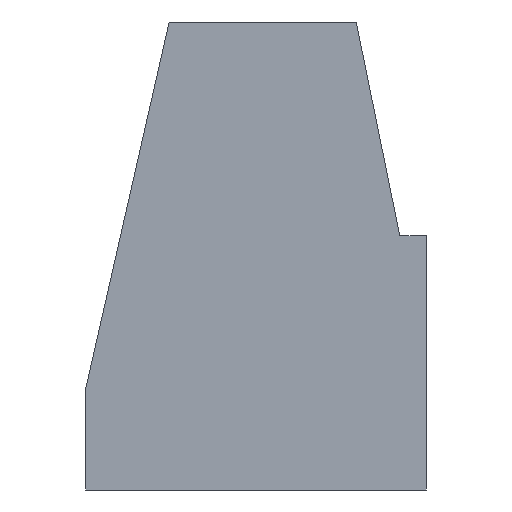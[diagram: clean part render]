
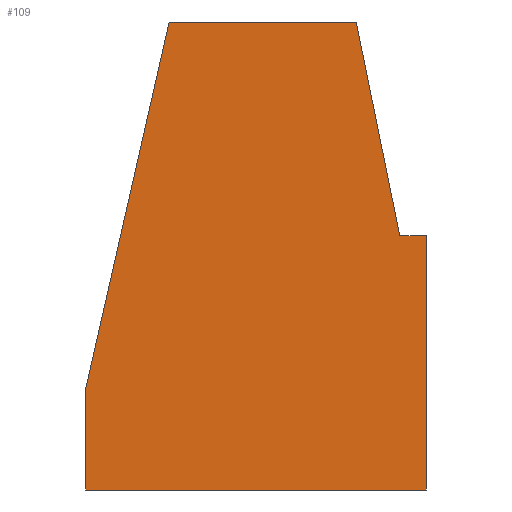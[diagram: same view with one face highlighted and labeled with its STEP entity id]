
A CAD part, front view. The second image highlights one B-rep face of the part: STEP entity #109.
In plain terms, the highlighted planar face has unit normal (0, -1, 0).
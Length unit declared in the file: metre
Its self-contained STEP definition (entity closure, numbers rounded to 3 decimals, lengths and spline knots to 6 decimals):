
#109 = ADVANCED_FACE( '', ( #232 ), #233, .T. );
#232 = FACE_OUTER_BOUND( '', #368, .T. );
#233 = PLANE( '', #369 );
#368 = EDGE_LOOP( '', ( #584, #585, #586, #587, #588, #589, #590 ) );
#369 = AXIS2_PLACEMENT_3D( '', #591, #592, #593 );
#584 = ORIENTED_EDGE( '', *, *, #805, .F. );
#585 = ORIENTED_EDGE( '', *, *, #802, .F. );
#586 = ORIENTED_EDGE( '', *, *, #753, .F. );
#587 = ORIENTED_EDGE( '', *, *, #806, .F. );
#588 = ORIENTED_EDGE( '', *, *, #746, .F. );
#589 = ORIENTED_EDGE( '', *, *, #797, .F. );
#590 = ORIENTED_EDGE( '', *, *, #781, .F. );
#591 = CARTESIAN_POINT( '', ( 0.0051, -0.01, 0.007 ) );
#592 = DIRECTION( '', ( 0., -1., 0. ) );
#593 = DIRECTION( '', ( 1., 0., 0. ) );
#746 = EDGE_CURVE( '', #874, #876, #877, .T. );
#753 = EDGE_CURVE( '', #886, #888, #889, .T. );
#781 = EDGE_CURVE( '', #929, #931, #932, .T. );
#797 = EDGE_CURVE( '', #931, #874, #956, .T. );
#802 = EDGE_CURVE( '', #888, #962, #963, .T. );
#805 = EDGE_CURVE( '', #962, #929, #966, .T. );
#806 = EDGE_CURVE( '', #876, #886, #967, .T. );
#874 = VERTEX_POINT( '', #1052 );
#876 = VERTEX_POINT( '', #1055 );
#877 = LINE( '', #1056, #1057 );
#886 = VERTEX_POINT( '', #1068 );
#888 = VERTEX_POINT( '', #1071 );
#889 = LINE( '', #1072, #1073 );
#929 = VERTEX_POINT( '', #1131 );
#931 = VERTEX_POINT( '', #1134 );
#932 = LINE( '', #1135, #1136 );
#956 = LINE( '', #1168, #1169 );
#962 = VERTEX_POINT( '', #1177 );
#963 = LINE( '', #1178, #1179 );
#966 = LINE( '', #1183, #1184 );
#967 = LINE( '', #1185, #1186 );
#1052 = CARTESIAN_POINT( '', ( 0.0081, -0.01, 0.014 ) );
#1055 = CARTESIAN_POINT( '', ( 0.0094, -0.01, 0.0076 ) );
#1056 = CARTESIAN_POINT( '', ( 0.00875, -0.01, 0.0108 ) );
#1057 = VECTOR( '', #1245, 1. );
#1068 = CARTESIAN_POINT( '', ( 0.0102, -0.01, 0.0076 ) );
#1071 = CARTESIAN_POINT( '', ( 0.0102, -0.01, 0. ) );
#1072 = CARTESIAN_POINT( '', ( 0.0102, -0.01, 0.0038 ) );
#1073 = VECTOR( '', #1252, 1. );
#1131 = CARTESIAN_POINT( '', ( 0., -0.01, 0.003 ) );
#1134 = CARTESIAN_POINT( '', ( 0.0025, -0.01, 0.014 ) );
#1135 = CARTESIAN_POINT( '', ( 0.00125, -0.01, 0.0085 ) );
#1136 = VECTOR( '', #1281, 1. );
#1168 = CARTESIAN_POINT( '', ( 0.0053, -0.01, 0.014 ) );
#1169 = VECTOR( '', #1299, 1. );
#1177 = CARTESIAN_POINT( '', ( 0., -0.01, 0. ) );
#1178 = CARTESIAN_POINT( '', ( 0.0051, -0.01, 0. ) );
#1179 = VECTOR( '', #1302, 1. );
#1183 = CARTESIAN_POINT( '', ( 0., -0.01, 0.0015 ) );
#1184 = VECTOR( '', #1304, 1. );
#1185 = CARTESIAN_POINT( '', ( 0.0098, -0.01, 0.0076 ) );
#1186 = VECTOR( '', #1305, 1. );
#1245 = DIRECTION( '', ( 0.199, 0., -0.98 ) );
#1252 = DIRECTION( '', ( 0., 0., -1. ) );
#1281 = DIRECTION( '', ( 0.222, 0., 0.975 ) );
#1299 = DIRECTION( '', ( 1., 0., 0. ) );
#1302 = DIRECTION( '', ( -1., 0., 0. ) );
#1304 = DIRECTION( '', ( 0., 0., 1. ) );
#1305 = DIRECTION( '', ( 1., 0., 0. ) );
